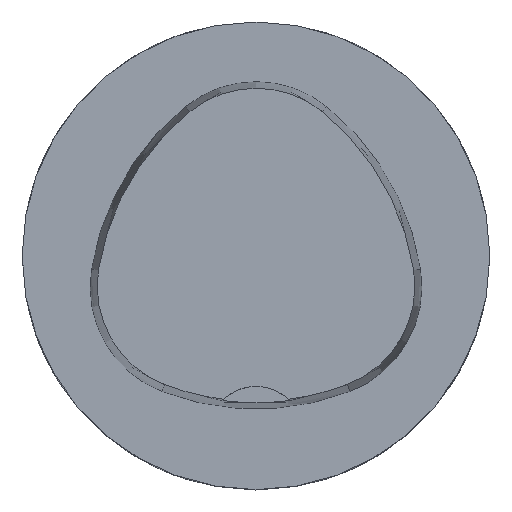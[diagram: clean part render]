
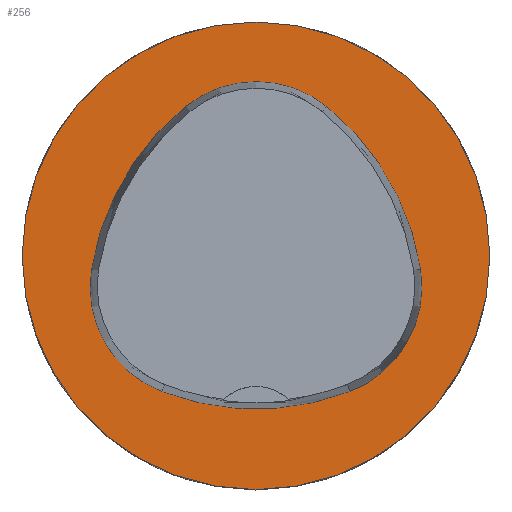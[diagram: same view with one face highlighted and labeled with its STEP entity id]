
A CAD part, top view. The second image highlights one B-rep face of the part: STEP entity #256.
In plain terms, the highlighted planar face has unit normal (0, 0, 1).
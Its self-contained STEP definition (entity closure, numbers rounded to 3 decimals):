
#224=FACE_BOUND('',#367,.T.);
#225=FACE_BOUND('',#368,.T.);
#256=ADVANCED_FACE('',(#224,#225),#277,.T.);
#277=PLANE('',#873);
#367=EDGE_LOOP('',(#478,#479,#480,#481,#482,#483));
#368=EDGE_LOOP('',(#484));
#478=ORIENTED_EDGE('',*,*,#636,.T.);
#479=ORIENTED_EDGE('',*,*,#616,.T.);
#480=ORIENTED_EDGE('',*,*,#620,.T.);
#481=ORIENTED_EDGE('',*,*,#623,.T.);
#482=ORIENTED_EDGE('',*,*,#626,.T.);
#483=ORIENTED_EDGE('',*,*,#634,.T.);
#484=ORIENTED_EDGE('',*,*,#607,.F.);
#552=VERTEX_POINT('',#1223);
#561=VERTEX_POINT('',#1242);
#562=VERTEX_POINT('',#1243);
#565=VERTEX_POINT('',#1251);
#567=VERTEX_POINT('',#1257);
#569=VERTEX_POINT('',#1263);
#576=VERTEX_POINT('',#1284);
#607=EDGE_CURVE('',#552,#552,#669,.T.);
#616=EDGE_CURVE('',#561,#562,#670,.T.);
#620=EDGE_CURVE('',#562,#565,#672,.T.);
#623=EDGE_CURVE('',#565,#567,#674,.T.);
#626=EDGE_CURVE('',#567,#569,#676,.T.);
#634=EDGE_CURVE('',#569,#576,#680,.T.);
#636=EDGE_CURVE('',#576,#561,#682,.T.);
#669=CIRCLE('',#845,25.);
#670=CIRCLE('',#851,28.);
#672=CIRCLE('',#854,12.);
#674=CIRCLE('',#857,28.);
#676=CIRCLE('',#860,12.);
#680=CIRCLE('',#865,28.);
#682=CIRCLE('',#868,12.);
#845=AXIS2_PLACEMENT_3D('',#1222,#1009,#1010);
#851=AXIS2_PLACEMENT_3D('',#1241,#1025,#1026);
#854=AXIS2_PLACEMENT_3D('',#1250,#1033,#1034);
#857=AXIS2_PLACEMENT_3D('',#1256,#1040,#1041);
#860=AXIS2_PLACEMENT_3D('',#1262,#1047,#1048);
#865=AXIS2_PLACEMENT_3D('',#1285,#1059,#1060);
#868=AXIS2_PLACEMENT_3D('',#1288,#1065,#1066);
#873=AXIS2_PLACEMENT_3D('',#1293,#1075,#1076);
#1009=DIRECTION('',(0.,0.,-1.));
#1010=DIRECTION('',(-1.,0.,0.));
#1025=DIRECTION('',(0.,0.,-1.));
#1026=DIRECTION('',(-1.,0.,0.));
#1033=DIRECTION('',(0.,0.,-1.));
#1034=DIRECTION('',(-1.,0.,0.));
#1040=DIRECTION('',(0.,0.,-1.));
#1041=DIRECTION('',(-1.,0.,0.));
#1047=DIRECTION('',(0.,0.,-1.));
#1048=DIRECTION('',(-1.,0.,0.));
#1059=DIRECTION('',(0.,0.,-1.));
#1060=DIRECTION('',(-1.,0.,0.));
#1065=DIRECTION('',(0.,0.,-1.));
#1066=DIRECTION('',(-1.,0.,0.));
#1075=DIRECTION('',(0.,0.,1.));
#1076=DIRECTION('',(1.,0.,0.));
#1222=CARTESIAN_POINT('',(0.,0.,0.));
#1223=CARTESIAN_POINT('',(-25.,0.,0.));
#1241=CARTESIAN_POINT('',(10.068,-5.824,0.));
#1242=CARTESIAN_POINT('',(-17.584,-1.424,0.));
#1243=CARTESIAN_POINT('',(-7.531,15.953,0.));
#1250=CARTESIAN_POINT('',(0.011,6.62,0.));
#1251=CARTESIAN_POINT('',(7.567,15.942,0.));
#1256=CARTESIAN_POINT('',(-10.063,-5.81,0.));
#1257=CARTESIAN_POINT('',(17.59,-1.418,0.));
#1262=CARTESIAN_POINT('',(5.739,-3.3,0.));
#1263=CARTESIAN_POINT('',(10.05,-14.499,0.));
#1284=CARTESIAN_POINT('',(-10.025,-14.516,0.));
#1285=CARTESIAN_POINT('',(-0.01,11.631,0.));
#1288=CARTESIAN_POINT('',(-5.733,-3.31,0.));
#1293=CARTESIAN_POINT('',(0.,0.,0.));
